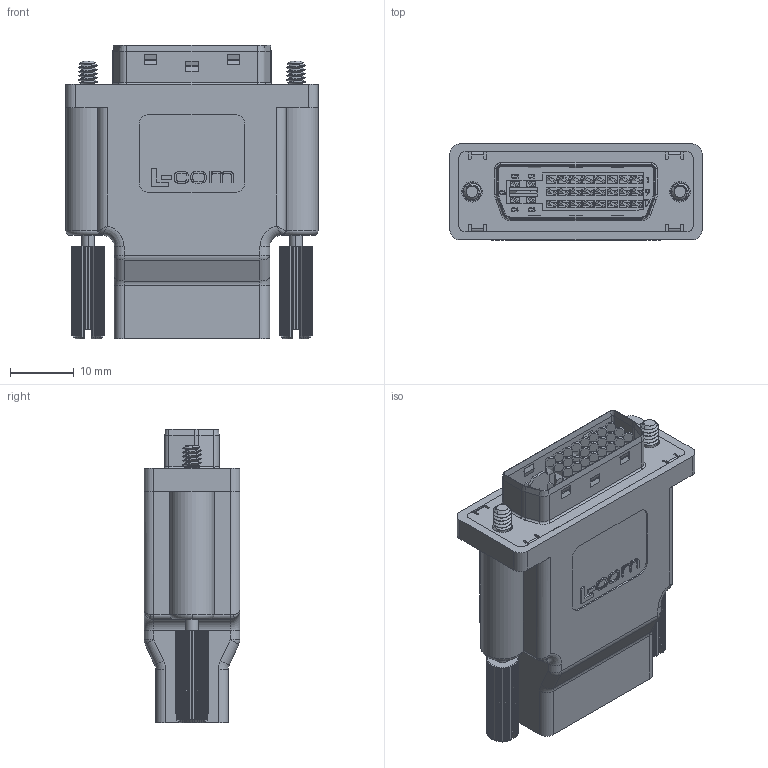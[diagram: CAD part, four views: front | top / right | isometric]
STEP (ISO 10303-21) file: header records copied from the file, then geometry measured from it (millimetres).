
FILE_DESCRIPTION (( 'STEP AP214' ), '1' );
FILE_NAME ('VIC00015_3D.step', '2024-10-17T14:30:29', ( '' ), ( '' ), 'SwSTEP 2.0', 'SolidWorks 2022', '' );
FILE_SCHEMA (( 'AUTOMOTIVE_DESIGN' ));
Length unit declared in the file: inch
Products named in the file (9): VIC00015_3D; 1AH05-024-MA1_默认; 1AH05-024; VIC00015-MA1_ORI 1 MALE; VIC00015-MA2; VIC00015-MA1_HDMI and DVI opposite sides with female HDMI cut-out; MTN-694; 1AH05-024-MA2_默认; VIC00003-002_默认
Assembly tree (9 placements, depth 4):
  VIC00015_3D
    VIC00015-MA1_HDMI and DVI opposite sides with female HDMI cut-out
    VIC00015-MA2  x2
    VIC00015-MA1_ORI 1 MALE
      MTN-694
      1AH05-024
        1AH05-024-MA1_默认
        1AH05-024-MA2_默认
      VIC00003-002_默认
Bounding box: 39.4 x 14.99 x 45.95 mm (x, y, z)
Volume: 20610.7 mm3; surface area: 15916.3 mm2
Topology: 11 solids, 11 shells, 2772 faces, 7498 edges, 4771 vertices
Faces by surface type: plane 2025, cylinder 433, bspline 262, torus 30, cone 22
Entity records: 109019 total; most frequent: CARTESIAN_POINT 27005, ORIENTED_EDGE 14184, DIRECTION 11993, EDGE_CURVE 7092, LINE 5775, VECTOR 5775, VERTEX_POINT 4509, AXIS2_PLACEMENT_3D 3109
